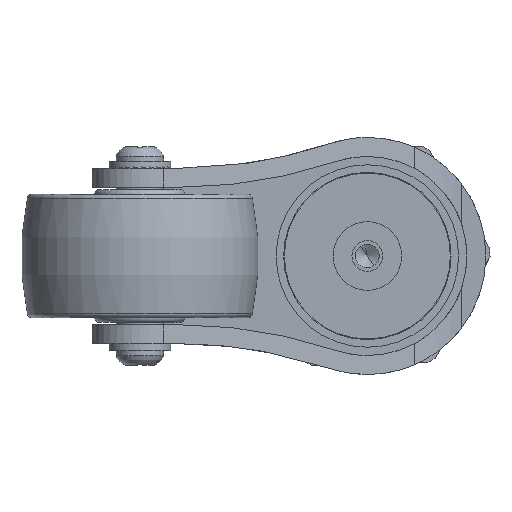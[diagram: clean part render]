
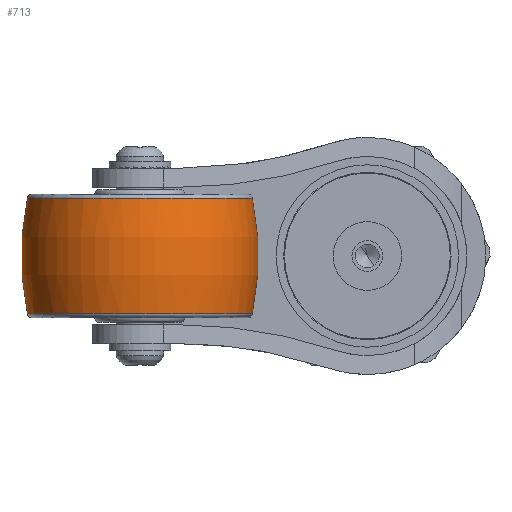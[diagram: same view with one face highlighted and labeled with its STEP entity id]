
A CAD part, front view. The second image highlights one B-rep face of the part: STEP entity #713.
In plain terms, the highlighted toroidal (fillet/blend) face has major radius 34.89 mm and minor radius 59.89 mm.
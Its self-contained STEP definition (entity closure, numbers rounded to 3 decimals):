
#186 = ORIENTED_EDGE ( 'NONE', *, *, #5873, .F. ) ;
#707 = DIRECTION ( 'NONE',  ( -1., 0., 0. ) ) ;
#713 = ADVANCED_FACE ( 'NONE', ( #3261 ), #6522, .T. ) ;
#1045 = CARTESIAN_POINT ( 'NONE',  ( -48., -37., 12.204 ) ) ;
#1340 = CIRCLE ( 'NONE', #14908, 23.743 ) ;
#1407 = CARTESIAN_POINT ( 'NONE',  ( -13.11, -37., 0. ) ) ;
#2259 = DIRECTION ( 'NONE',  ( -1., 0., 0. ) ) ;
#2628 = DIRECTION ( 'NONE',  ( 0., 0., -1. ) ) ;
#2728 = CARTESIAN_POINT ( 'NONE',  ( -48., -37., -12.204 ) ) ;
#2818 = EDGE_CURVE ( 'NONE', #3411, #12732, #5881, .T. ) ;
#3184 = ORIENTED_EDGE ( 'NONE', *, *, #2818, .T. ) ;
#3261 = FACE_OUTER_BOUND ( 'NONE', #5568, .T. ) ;
#3411 = VERTEX_POINT ( 'NONE', #4818 ) ;
#3473 = CIRCLE ( 'NONE', #7933, 59.89 ) ;
#3963 = DIRECTION ( 'NONE',  ( -1., 0., 0. ) ) ;
#4665 = EDGE_CURVE ( 'NONE', #3411, #15344, #3473, .T. ) ;
#4818 = CARTESIAN_POINT ( 'NONE',  ( -24.257, -37., 12.204 ) ) ;
#5174 = CARTESIAN_POINT ( 'NONE',  ( -71.743, -37., 12.204 ) ) ;
#5373 = AXIS2_PLACEMENT_3D ( 'NONE', #1407, #9949, #2628 ) ;
#5399 = EDGE_CURVE ( 'NONE', #12732, #8799, #5561, .T. ) ;
#5454 = CARTESIAN_POINT ( 'NONE',  ( -71.743, -37., -12.204 ) ) ;
#5495 = DIRECTION ( 'NONE',  ( 0., 1., 0. ) ) ;
#5561 = CIRCLE ( 'NONE', #5373, 59.89 ) ;
#5568 = EDGE_LOOP ( 'NONE', ( #5954, #3184, #6064, #186 ) ) ;
#5873 = EDGE_CURVE ( 'NONE', #15344, #8799, #1340, .T. ) ;
#5881 = CIRCLE ( 'NONE', #7601, 23.743 ) ;
#5954 = ORIENTED_EDGE ( 'NONE', *, *, #4665, .F. ) ;
#6064 = ORIENTED_EDGE ( 'NONE', *, *, #5399, .T. ) ;
#6522 = TOROIDAL_SURFACE ( 'NONE', #11147, -34.89, 59.89 ) ;
#7601 = AXIS2_PLACEMENT_3D ( 'NONE', #1045, #9591, #2259 ) ;
#7632 = CARTESIAN_POINT ( 'NONE',  ( -48., -37., 0. ) ) ;
#7933 = AXIS2_PLACEMENT_3D ( 'NONE', #12829, #5495, #14069 ) ;
#8799 = VERTEX_POINT ( 'NONE', #5454 ) ;
#9591 = DIRECTION ( 'NONE',  ( 0., 0., -1. ) ) ;
#9729 = DIRECTION ( 'NONE',  ( 0., 0., -1. ) ) ;
#9949 = DIRECTION ( 'NONE',  ( 0., -1., 0. ) ) ;
#10429 = CARTESIAN_POINT ( 'NONE',  ( -24.257, -37., -12.204 ) ) ;
#11147 = AXIS2_PLACEMENT_3D ( 'NONE', #7632, #9729, #707 ) ;
#11270 = DIRECTION ( 'NONE',  ( 0., 0., -1. ) ) ;
#12732 = VERTEX_POINT ( 'NONE', #5174 ) ;
#12829 = CARTESIAN_POINT ( 'NONE',  ( -82.89, -37., 0. ) ) ;
#14069 = DIRECTION ( 'NONE',  ( -1., 0., 0. ) ) ;
#14908 = AXIS2_PLACEMENT_3D ( 'NONE', #2728, #11270, #3963 ) ;
#15344 = VERTEX_POINT ( 'NONE', #10429 ) ;
